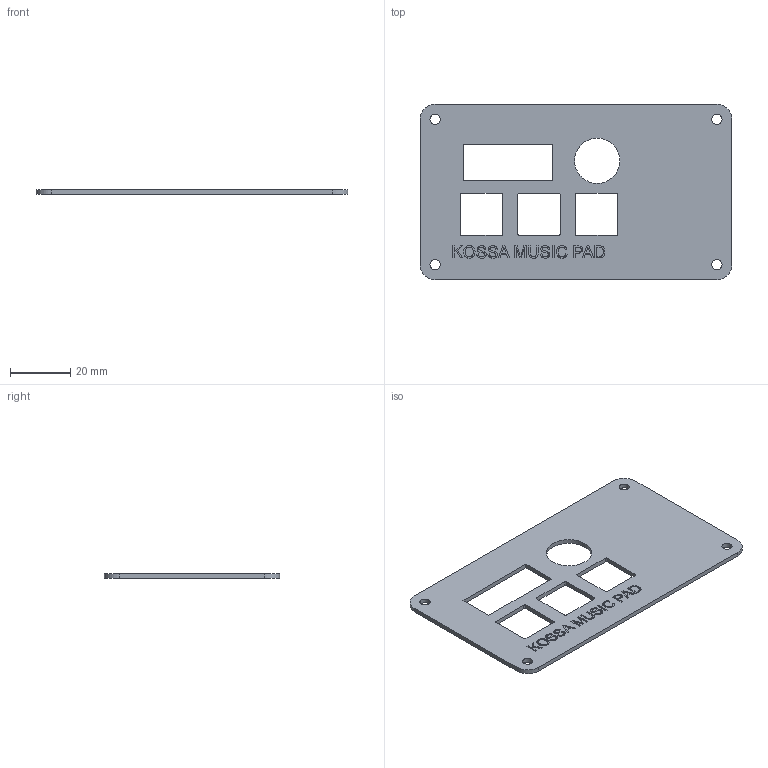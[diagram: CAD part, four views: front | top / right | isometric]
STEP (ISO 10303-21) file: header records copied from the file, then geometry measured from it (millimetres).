
FILE_DESCRIPTION(/* description */ (''),/* implementation_level */ '2;1');
FILE_NAME(/* name */ 'Top.step',/* time_stamp */ '2026-01-06T20:56:51+01:00',/* author */ (''),/* organization */ (''),/* preprocessor_version */ 'ST-DEVELOPER v20.1',/* originating_system */ 'Autodesk Translation Framework v14.21.0.0',/* authorisation */ '');
FILE_SCHEMA (('AUTOMOTIVE_DESIGN { 1 0 10303 214 3 1 1 }'));
Length unit declared in the file: millimetre
Products named in the file (1): 2026-01-05-18-54-39-058
Bounding box: 103.34 x 58.1 x 1.5 mm (x, y, z)
Volume: 7229.5 mm3; surface area: 10690.3 mm2
Topology: 1 solids, 1 shells, 323 faces, 909 edges, 606 vertices
Faces by surface type: bspline 183, plane 119, cylinder 21
Full cylindrical faces by diameter (mm): 3.4 x4, 15 x1
Entity records: 12144 total; most frequent: CARTESIAN_POINT 4950, ORIENTED_EDGE 1818, EDGE_CURVE 909, DIRECTION 867, VERTEX_POINT 606, LINE 501, VECTOR 501, B_SPLINE_CURVE_WITH_KNOTS 366
